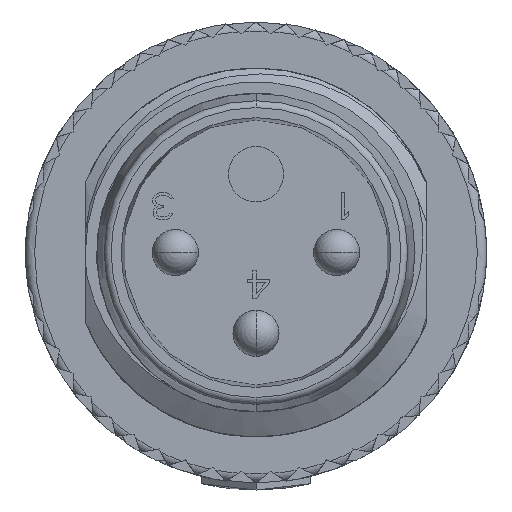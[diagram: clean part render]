
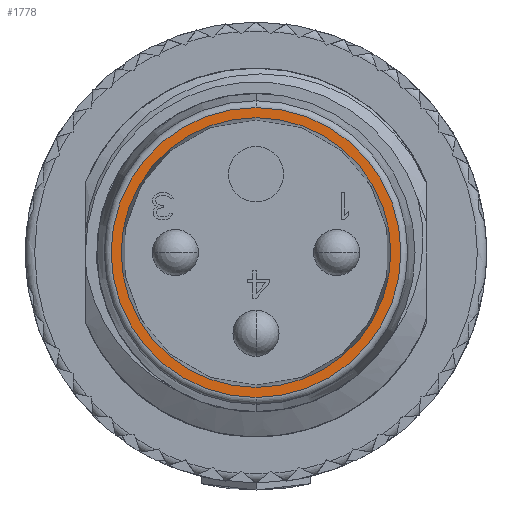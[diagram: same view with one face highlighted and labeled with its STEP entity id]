
A CAD part, front view. The second image highlights one B-rep face of the part: STEP entity #1778.
In plain terms, the highlighted planar face has unit normal (0, -1, 0).
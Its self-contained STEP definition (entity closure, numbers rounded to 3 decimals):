
#1778=ADVANCED_FACE('',(#4802,#4803),#4804,.T.);
#2420=EDGE_CURVE('',#5781,#5782,#5783,.T.);
#2426=EDGE_CURVE('',#5781,#5782,#5789,.T.);
#2428=EDGE_CURVE('',#5791,#5792,#5793,.T.);
#2430=EDGE_CURVE('',#5791,#5792,#5795,.T.);
#4802=FACE_OUTER_BOUND('',#8917,.T.);
#4803=FACE_BOUND('',#8918,.T.);
#4804=PLANE('',#8919);
#5781=VERTEX_POINT('',#12385);
#5782=VERTEX_POINT('',#12386);
#5783=CIRCLE('',#12387,2.925);
#5789=CIRCLE('',#12398,2.925);
#5791=VERTEX_POINT('',#12401);
#5792=VERTEX_POINT('',#12402);
#5793=CIRCLE('',#12403,3.143);
#5795=CIRCLE('',#12406,3.143);
#8917=EDGE_LOOP('',(#25921,#25922));
#8918=EDGE_LOOP('',(#25923,#25924));
#8919=AXIS2_PLACEMENT_3D('',#25925,#25926,#25927);
#12385=CARTESIAN_POINT('',(0.0,-12.8,2.925));
#12386=CARTESIAN_POINT('',(0.0,-12.8,-2.925));
#12387=AXIS2_PLACEMENT_3D('',#28060,#28061,#28062);
#12398=AXIS2_PLACEMENT_3D('',#28065,#28066,#28067);
#12401=CARTESIAN_POINT('',(0.0,-12.8,3.143));
#12402=CARTESIAN_POINT('',(0.0,-12.8,-3.143));
#12403=AXIS2_PLACEMENT_3D('',#28068,#28069,#28070);
#12406=AXIS2_PLACEMENT_3D('',#28071,#28072,#28073);
#25921=ORIENTED_EDGE('',*,*,#2428,.F.);
#25922=ORIENTED_EDGE('',*,*,#2430,.T.);
#25923=ORIENTED_EDGE('',*,*,#2420,.F.);
#25924=ORIENTED_EDGE('',*,*,#2426,.T.);
#25925=CARTESIAN_POINT('',(0.0,-12.8,0.0));
#25926=DIRECTION('',(0.0,-1.0,0.0));
#25927=DIRECTION('',(0.0,0.0,-1.0));
#28060=CARTESIAN_POINT('',(0.0,-12.8,0.0));
#28061=DIRECTION('',(0.0,-1.0,0.0));
#28062=DIRECTION('',(0.0,0.0,1.0));
#28065=CARTESIAN_POINT('',(0.0,-12.8,0.0));
#28066=DIRECTION('',(0.0,1.0,0.0));
#28067=DIRECTION('',(0.0,0.0,1.0));
#28068=CARTESIAN_POINT('',(0.0,-12.8,0.0));
#28069=DIRECTION('',(0.0,1.0,0.0));
#28070=DIRECTION('',(0.0,0.0,1.0));
#28071=CARTESIAN_POINT('',(0.0,-12.8,0.0));
#28072=DIRECTION('',(0.0,-1.0,0.0));
#28073=DIRECTION('',(0.0,0.0,1.0));
